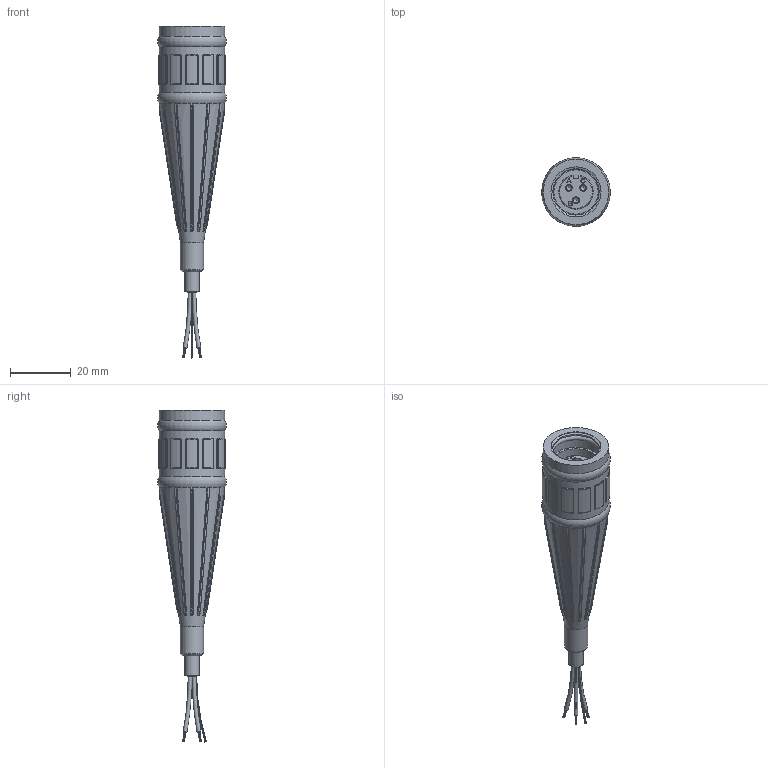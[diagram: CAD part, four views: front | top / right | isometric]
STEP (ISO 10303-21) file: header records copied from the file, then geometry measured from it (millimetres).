
FILE_DESCRIPTION(/* description */ (''),/* implementation_level */ '2;1');
FILE_NAME(/* name */ 'V3RB.stp',/* time_stamp */ '2023-02-16T09:10:12-05:00',/* author */ ('cthayer'),/* organization */ (''),/* preprocessor_version */ 'ST-DEVELOPER v19',/* originating_system */ 'Autodesk Inventor 2023',/* authorisation */ '');
FILE_SCHEMA (('AUTOMOTIVE_DESIGN { 1 0 10303 214 3 1 1 }'));
Products named in the file (6): V3RB; CBP10270; CBP10502; CBP10555; CBP10564; MSP10354
Assembly tree (7 placements, depth 2):
  V3RB
    CBP10270
    CBP10502
    CBP10555
    CBP10564  x3
    MSP10354
Bounding box: 22.58 x 22.58 x 109.35 mm (x, y, z)
Volume: 17064.9 mm3; surface area: 14197 mm2
Topology: 83 solids, 83 shells, 1595 faces, 3449 edges, 2012 vertices
Faces by surface type: plane 524, cylinder 437, torus 324, bspline 215, sphere 48, cone 47
Full cylindrical faces by diameter (mm): 0.125 x2, 0.127 x26, 1.016 x3, 1.727 x6, 2.286 x3, 2.565 x3, 2.819 x3, 3.124 x1, 3.251 x1, 3.302 x6, 3.708 x3, 4.064 x1, 4.826 x1, 5.08 x5, 7.62 x1, 9.271 x1, 12.649 x4, 14.605 x1, 14.986 x1, 15.24 x1, 15.748 x1, 16.51 x3, 17.272 x1, 17.78 x1, 21.59 x2
Entity records: 50938 total; most frequent: CARTESIAN_POINT 16462, DIRECTION 7398, ORIENTED_EDGE 6710, EDGE_CURVE 3355, AXIS2_PLACEMENT_3D 3264, VERTEX_POINT 1952, CIRCLE 1860, EDGE_LOOP 1645
